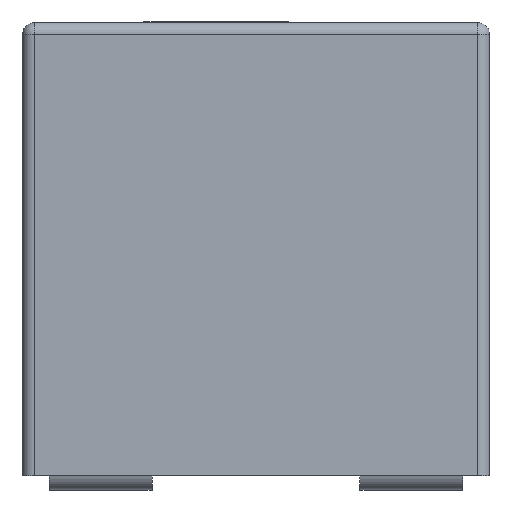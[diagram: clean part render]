
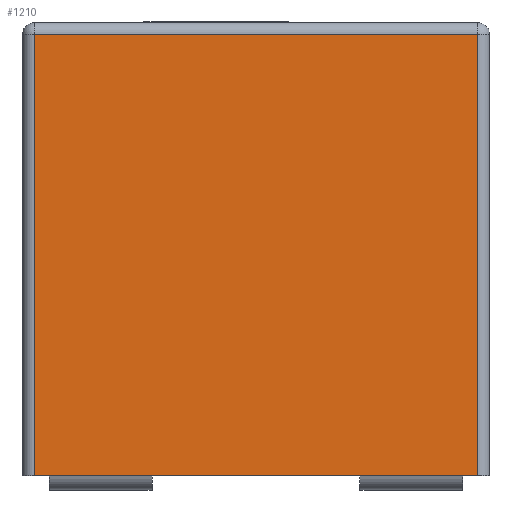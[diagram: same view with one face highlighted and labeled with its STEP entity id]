
A CAD part, front view. The second image highlights one B-rep face of the part: STEP entity #1210.
In plain terms, the highlighted planar face has unit normal (0, -1, 0).
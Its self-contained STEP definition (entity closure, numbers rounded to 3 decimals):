
#179=PLANE('',#1425);
#201=LINE('',#1756,#289);
#208=LINE('',#1786,#296);
#212=LINE('',#1792,#300);
#217=LINE('',#1802,#305);
#289=VECTOR('',#1504,10.);
#296=VECTOR('',#1537,10.);
#300=VECTOR('',#1545,10.);
#305=VECTOR('',#1560,10.);
#404=FACE_OUTER_BOUND('',#476,.T.);
#476=EDGE_LOOP('',(#909,#910,#911,#912));
#562=VERTEX_POINT('',#1749);
#564=VERTEX_POINT('',#1754);
#570=VERTEX_POINT('',#1775);
#573=VERTEX_POINT('',#1782);
#677=EDGE_CURVE('',#564,#562,#201,.T.);
#692=EDGE_CURVE('',#570,#573,#208,.T.);
#696=EDGE_CURVE('',#562,#570,#212,.T.);
#701=EDGE_CURVE('',#564,#573,#217,.T.);
#909=ORIENTED_EDGE('',*,*,#677,.F.);
#910=ORIENTED_EDGE('',*,*,#701,.T.);
#911=ORIENTED_EDGE('',*,*,#692,.F.);
#912=ORIENTED_EDGE('',*,*,#696,.F.);
#1210=ADVANCED_FACE('',(#404),#179,.T.);
#1425=AXIS2_PLACEMENT_3D('',#1805,#1564,#1565);
#1504=DIRECTION('',(0.,0.,1.));
#1537=DIRECTION('',(0.,0.,-1.));
#1545=DIRECTION('',(1.,0.,0.));
#1560=DIRECTION('',(1.,0.,0.));
#1564=DIRECTION('center_axis',(0.,-1.,0.));
#1565=DIRECTION('ref_axis',(1.,0.,0.));
#1749=CARTESIAN_POINT('',(-4.75,-5.65,9.75));
#1754=CARTESIAN_POINT('',(-4.75,-5.65,0.3));
#1756=CARTESIAN_POINT('',(-4.75,-5.65,0.));
#1775=CARTESIAN_POINT('',(4.75,-5.65,9.75));
#1782=CARTESIAN_POINT('',(4.75,-5.65,0.3));
#1786=CARTESIAN_POINT('',(4.75,-5.65,0.));
#1792=CARTESIAN_POINT('',(-2.5,-5.65,9.75));
#1802=CARTESIAN_POINT('',(-5.,-5.65,0.3));
#1805=CARTESIAN_POINT('Origin',(-5.,-5.65,0.));
